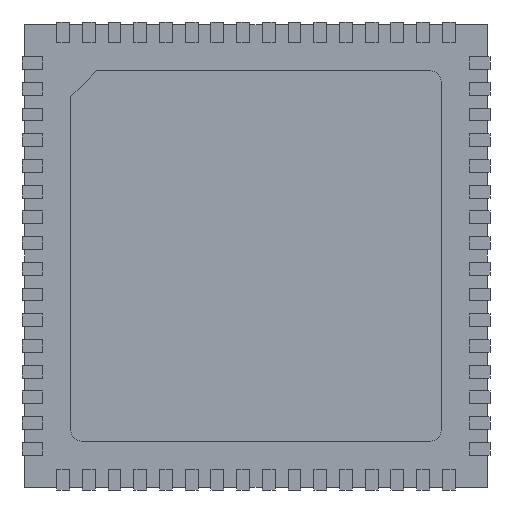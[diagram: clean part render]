
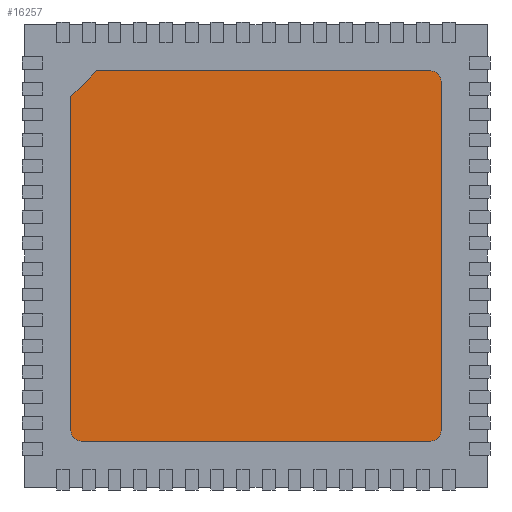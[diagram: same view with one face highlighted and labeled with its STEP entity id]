
A CAD part, front view. The second image highlights one B-rep face of the part: STEP entity #16257.
In plain terms, the highlighted planar face has unit normal (0, -1, 0).
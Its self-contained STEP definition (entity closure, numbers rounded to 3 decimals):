
#16030 = CARTESIAN_POINT ( 'NONE',  ( 3.6, 0., 3.4 ) ) ;
#16031 = VERTEX_POINT ( 'NONE', #16030 ) ;
#16038 = CARTESIAN_POINT ( 'NONE',  ( 3.6, 0., -3.4 ) ) ;
#16039 = VERTEX_POINT ( 'NONE', #16038 ) ;
#16040 = CARTESIAN_POINT ( 'NONE',  ( 3.6, 0., -3.6 ) ) ;
#16041 = DIRECTION ( 'NONE',  ( 0., 0., 1. ) ) ;
#16042 = VECTOR ( 'NONE', #16041, 1000. ) ;
#16043 = LINE ( 'NONE', #16040, #16042 ) ;
#16044 = EDGE_CURVE ( 'NONE', #16039, #16031, #16043, .T. ) ;
#16070 = CARTESIAN_POINT ( 'NONE',  ( 3.4, 0., -3.6 ) ) ;
#16071 = VERTEX_POINT ( 'NONE', #16070 ) ;
#16078 = CARTESIAN_POINT ( 'NONE',  ( -3.4, 0., -3.6 ) ) ;
#16079 = VERTEX_POINT ( 'NONE', #16078 ) ;
#16080 = CARTESIAN_POINT ( 'NONE',  ( -3.6, 0., -3.6 ) ) ;
#16081 = DIRECTION ( 'NONE',  ( 1., 0., 0. ) ) ;
#16082 = VECTOR ( 'NONE', #16081, 1000. ) ;
#16083 = LINE ( 'NONE', #16080, #16082 ) ;
#16084 = EDGE_CURVE ( 'NONE', #16079, #16071, #16083, .T. ) ;
#16110 = CARTESIAN_POINT ( 'NONE',  ( -3.6, 0., -3.4 ) ) ;
#16111 = VERTEX_POINT ( 'NONE', #16110 ) ;
#16118 = CARTESIAN_POINT ( 'NONE',  ( -3.6, 0., 3.1 ) ) ;
#16119 = VERTEX_POINT ( 'NONE', #16118 ) ;
#16120 = CARTESIAN_POINT ( 'NONE',  ( -3.6, 0., -3.6 ) ) ;
#16121 = DIRECTION ( 'NONE',  ( 0., 0., -1. ) ) ;
#16122 = VECTOR ( 'NONE', #16121, 1000. ) ;
#16123 = LINE ( 'NONE', #16120, #16122 ) ;
#16124 = EDGE_CURVE ( 'NONE', #16119, #16111, #16123, .T. ) ;
#16140 = CARTESIAN_POINT ( 'NONE',  ( 3.4, 0., 3.6 ) ) ;
#16141 = VERTEX_POINT ( 'NONE', #16140 ) ;
#16142 = CARTESIAN_POINT ( 'NONE',  ( -3.1, 0., 3.6 ) ) ;
#16143 = VERTEX_POINT ( 'NONE', #16142 ) ;
#16144 = CARTESIAN_POINT ( 'NONE',  ( -3.6, 0., 3.6 ) ) ;
#16145 = DIRECTION ( 'NONE',  ( -1., 0., 0. ) ) ;
#16146 = VECTOR ( 'NONE', #16145, 1000. ) ;
#16147 = LINE ( 'NONE', #16144, #16146 ) ;
#16148 = EDGE_CURVE ( 'NONE', #16141, #16143, #16147, .T. ) ;
#16219 = ORIENTED_EDGE ( 'NONE', *, *, #16044, .T. ) ;
#16220 = CARTESIAN_POINT ( 'NONE',  ( 3.4, 0., 3.4 ) ) ;
#16221 = DIRECTION ( 'NONE',  ( 0., -1., 0. ) ) ;
#16222 = DIRECTION ( 'NONE',  ( 0., 0., 1. ) ) ;
#16223 = AXIS2_PLACEMENT_3D ( 'NONE', #16220, #16221, #16222 ) ;
#16224 = CIRCLE ( 'NONE', #16223, 0.2) ;
#16225 = EDGE_CURVE ( 'NONE', #16031, #16141, #16224, .T. ) ;
#16226 = ORIENTED_EDGE ( 'NONE', *, *, #16225, .T. ) ;
#16227 = ORIENTED_EDGE ( 'NONE', *, *, #16148, .T. ) ;
#16228 = CARTESIAN_POINT ( 'NONE',  ( -3.1, 0., 3.6 ) ) ;
#16229 = DIRECTION ( 'NONE',  ( -0.707, 0., -0.707 ) ) ;
#16230 = VECTOR ( 'NONE', #16229, 1000. ) ;
#16231 = LINE ( 'NONE', #16228, #16230 ) ;
#16232 = EDGE_CURVE ( 'NONE', #16143, #16119, #16231, .T. ) ;
#16233 = ORIENTED_EDGE ( 'NONE', *, *, #16232, .T. ) ;
#16234 = ORIENTED_EDGE ( 'NONE', *, *, #16124, .T. ) ;
#16235 = CARTESIAN_POINT ( 'NONE',  ( -3.4, 0., -3.4 ) ) ;
#16236 = DIRECTION ( 'NONE',  ( 0., -1., 0. ) ) ;
#16237 = DIRECTION ( 'NONE',  ( 0., 0., 1. ) ) ;
#16238 = AXIS2_PLACEMENT_3D ( 'NONE', #16235, #16236, #16237 ) ;
#16239 = CIRCLE ( 'NONE', #16238, 0.2) ;
#16240 = EDGE_CURVE ( 'NONE', #16111, #16079, #16239, .T. ) ;
#16241 = ORIENTED_EDGE ( 'NONE', *, *, #16240, .T. ) ;
#16242 = ORIENTED_EDGE ( 'NONE', *, *, #16084, .T. ) ;
#16243 = CARTESIAN_POINT ( 'NONE',  ( 3.4, 0., -3.4 ) ) ;
#16244 = DIRECTION ( 'NONE',  ( 0., -1., 0. ) ) ;
#16245 = DIRECTION ( 'NONE',  ( 0., 0., 1. ) ) ;
#16246 = AXIS2_PLACEMENT_3D ( 'NONE', #16243, #16244, #16245 ) ;
#16247 = CIRCLE ( 'NONE', #16246, 0.2) ;
#16248 = EDGE_CURVE ( 'NONE', #16071, #16039, #16247, .T. ) ;
#16249 = ORIENTED_EDGE ( 'NONE', *, *, #16248, .T. ) ;
#16250 = EDGE_LOOP ( 'NONE', ( #16219, #16226, #16227, #16233, #16234, #16241, #16242, #16249 ) ) ;
#16251 = FACE_OUTER_BOUND ( 'NONE', #16250, .T. ) ;
#16252 = CARTESIAN_POINT ( 'NONE',  ( 0., 0., 0. ) ) ;
#16253 = DIRECTION ( 'NONE',  ( 0., 1., 0. ) ) ;
#16254 = DIRECTION ( 'NONE',  ( 0., 0., 1. ) ) ;
#16255 = AXIS2_PLACEMENT_3D ( 'NONE', #16252, #16253, #16254 ) ;
#16256 = PLANE ( 'NONE', #16255 ) ;
#16257 = ADVANCED_FACE ( 'NONE', ( #16251 ), #16256, .F. ) ;
